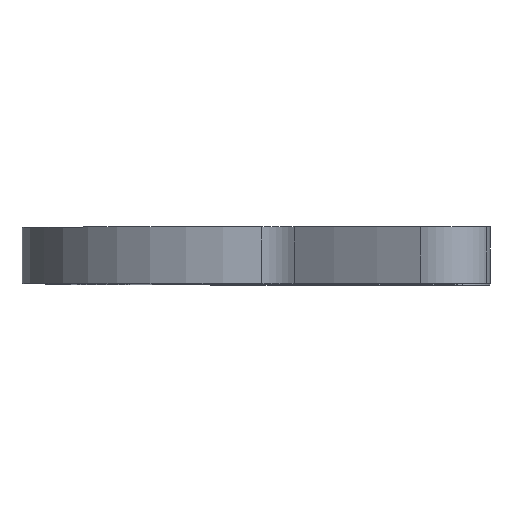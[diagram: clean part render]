
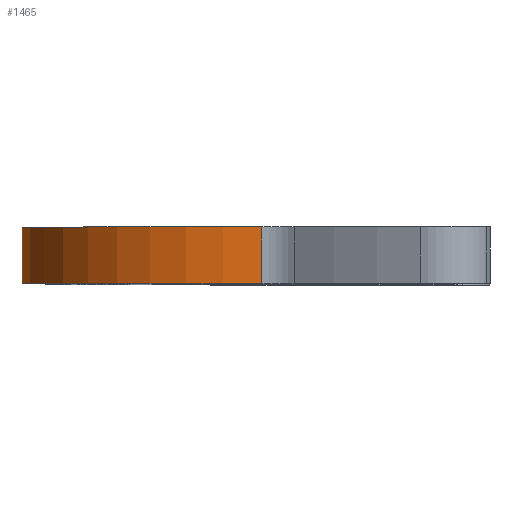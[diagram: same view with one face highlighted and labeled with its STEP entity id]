
A CAD part, top view. The second image highlights one B-rep face of the part: STEP entity #1465.
In plain terms, the highlighted cylindrical face has radius 14.2 mm (diameter 28.4 mm), a partial arc.
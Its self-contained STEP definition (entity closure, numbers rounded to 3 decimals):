
#44 = EDGE_LOOP ( 'NONE', ( #399, #179, #274, #1034 ) ) ;
#106 = VECTOR ( 'NONE', #1388, 1000. ) ;
#108 = VERTEX_POINT ( 'NONE', #1440 ) ;
#116 = DIRECTION ( 'NONE',  ( 0., 1., 0. ) ) ;
#179 = ORIENTED_EDGE ( 'NONE', *, *, #1059, .T. ) ;
#197 = CARTESIAN_POINT ( 'NONE',  ( -39.405, 0., 8.431 ) ) ;
#267 = CIRCLE ( 'NONE', #312, 14.2 ) ;
#274 = ORIENTED_EDGE ( 'NONE', *, *, #1265, .F. ) ;
#290 = VECTOR ( 'NONE', #1437, 1000. ) ;
#304 = DIRECTION ( 'NONE',  ( 0., -1., 0. ) ) ;
#312 = AXIS2_PLACEMENT_3D ( 'NONE', #1426, #873, #413 ) ;
#385 = CIRCLE ( 'NONE', #1399, 14.2 ) ;
#399 = ORIENTED_EDGE ( 'NONE', *, *, #1368, .T. ) ;
#413 = DIRECTION ( 'NONE',  ( 0., 0., 1. ) ) ;
#423 = CARTESIAN_POINT ( 'NONE',  ( -39.405, 3.5, 8.431 ) ) ;
#479 = AXIS2_PLACEMENT_3D ( 'NONE', #932, #304, #1276 ) ;
#667 = CARTESIAN_POINT ( 'NONE',  ( -26.721, 0., 30.164 ) ) ;
#711 = EDGE_CURVE ( 'NONE', #1177, #1146, #867, .T. ) ;
#712 = FACE_OUTER_BOUND ( 'NONE', #44, .T. ) ;
#729 = LINE ( 'NONE', #1053, #106 ) ;
#732 = VERTEX_POINT ( 'NONE', #667 ) ;
#867 = LINE ( 'NONE', #423, #290 ) ;
#873 = DIRECTION ( 'NONE',  ( 0., 1., 0. ) ) ;
#932 = CARTESIAN_POINT ( 'NONE',  ( -27.378, 3.5, 15.98 ) ) ;
#1034 = ORIENTED_EDGE ( 'NONE', *, *, #711, .T. ) ;
#1053 = CARTESIAN_POINT ( 'NONE',  ( -26.721, 3.5, 30.164 ) ) ;
#1059 = EDGE_CURVE ( 'NONE', #732, #108, #729, .T. ) ;
#1079 = CARTESIAN_POINT ( 'NONE',  ( -39.405, 3.5, 8.431 ) ) ;
#1143 = DIRECTION ( 'NONE',  ( 0., 0., 1. ) ) ;
#1146 = VERTEX_POINT ( 'NONE', #197 ) ;
#1164 = CYLINDRICAL_SURFACE ( 'NONE', #479, 14.2 ) ;
#1177 = VERTEX_POINT ( 'NONE', #1079 ) ;
#1265 = EDGE_CURVE ( 'NONE', #1177, #108, #267, .T. ) ;
#1276 = DIRECTION ( 'NONE',  ( 0., 0., -1. ) ) ;
#1368 = EDGE_CURVE ( 'NONE', #1146, #732, #385, .T. ) ;
#1369 = CARTESIAN_POINT ( 'NONE',  ( -27.378, 0., 15.98 ) ) ;
#1388 = DIRECTION ( 'NONE',  ( 0., 1., 0. ) ) ;
#1399 = AXIS2_PLACEMENT_3D ( 'NONE', #1369, #116, #1143 ) ;
#1426 = CARTESIAN_POINT ( 'NONE',  ( -27.378, 3.5, 15.98 ) ) ;
#1437 = DIRECTION ( 'NONE',  ( 0., -1., 0. ) ) ;
#1440 = CARTESIAN_POINT ( 'NONE',  ( -26.721, 3.5, 30.164 ) ) ;
#1465 = ADVANCED_FACE ( 'NONE', ( #712 ), #1164, .T. ) ;
